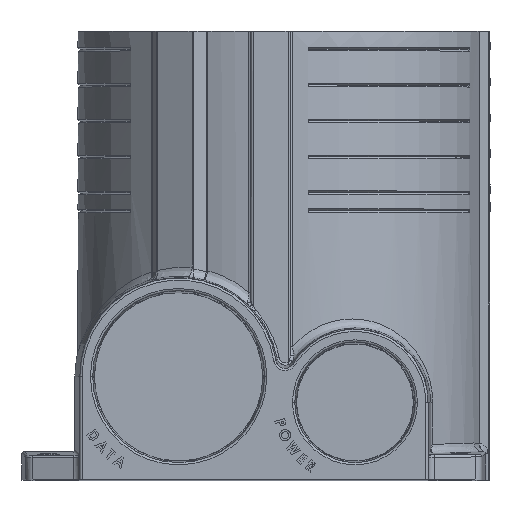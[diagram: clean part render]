
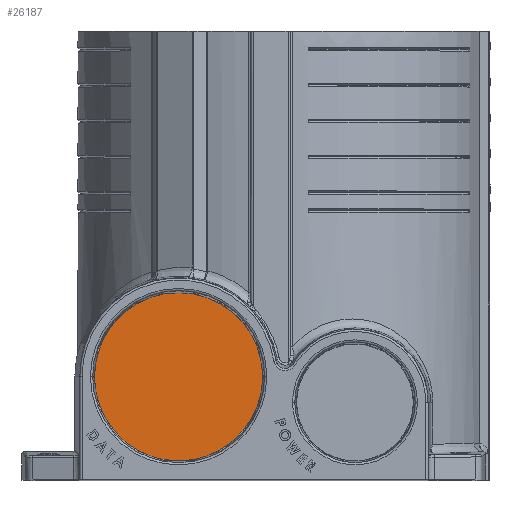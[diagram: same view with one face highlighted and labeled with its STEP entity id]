
A CAD part, top view. The second image highlights one B-rep face of the part: STEP entity #26187.
In plain terms, the highlighted planar face has unit normal (0, 0, 1).
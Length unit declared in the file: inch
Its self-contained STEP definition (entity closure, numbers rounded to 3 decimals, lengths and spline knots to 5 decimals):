
#885 = CARTESIAN_POINT ( 'NONE',  ( -0.23544, 1.4375, 2.7506 ) ) ;
#2811 = DIRECTION ( 'NONE',  ( 0., 0., 1. ) ) ;
#7460 = AXIS2_PLACEMENT_3D ( 'NONE', #20066, #34627, #34941 ) ;
#8150 = CIRCLE ( 'NONE', #7460, 1.17081 ) ;
#8864 = AXIS2_PLACEMENT_3D ( 'NONE', #31943, #2811, #10595 ) ;
#10595 = DIRECTION ( 'NONE',  ( 1., 0., 0. ) ) ;
#13287 = CIRCLE ( 'NONE', #8864, 1.17081 ) ;
#13644 = EDGE_LOOP ( 'NONE', ( #29370, #45078 ) ) ;
#14830 = EDGE_CURVE ( 'NONE', #30303, #25353, #13287, .T. ) ;
#17266 = EDGE_CURVE ( 'NONE', #25353, #30303, #8150, .T. ) ;
#20066 = CARTESIAN_POINT ( 'NONE',  ( -1.40625, 1.4375, 2.7506 ) ) ;
#22882 = FACE_OUTER_BOUND ( 'NONE', #13644, .T. ) ;
#24882 = DIRECTION ( 'NONE',  ( 1., 0., 0. ) ) ;
#25353 = VERTEX_POINT ( 'NONE', #34514 ) ;
#26187 = ADVANCED_FACE ( 'NONE', ( #22882 ), #36231, .T. ) ;
#28811 = DIRECTION ( 'NONE',  ( 0., 0., 1. ) ) ;
#29370 = ORIENTED_EDGE ( 'NONE', *, *, #14830, .T. ) ;
#30303 = VERTEX_POINT ( 'NONE', #885 ) ;
#31943 = CARTESIAN_POINT ( 'NONE',  ( -1.40625, 1.4375, 2.7506 ) ) ;
#34396 = AXIS2_PLACEMENT_3D ( 'NONE', #43603, #28811, #24882 ) ;
#34514 = CARTESIAN_POINT ( 'NONE',  ( -2.57706, 1.4375, 2.7506 ) ) ;
#34627 = DIRECTION ( 'NONE',  ( 0., 0., 1. ) ) ;
#34941 = DIRECTION ( 'NONE',  ( 1., 0., 0. ) ) ;
#36231 = PLANE ( 'NONE',  #34396 ) ;
#43603 = CARTESIAN_POINT ( 'NONE',  ( -1.40625, 1.4375, 2.7506 ) ) ;
#45078 = ORIENTED_EDGE ( 'NONE', *, *, #17266, .T. ) ;
